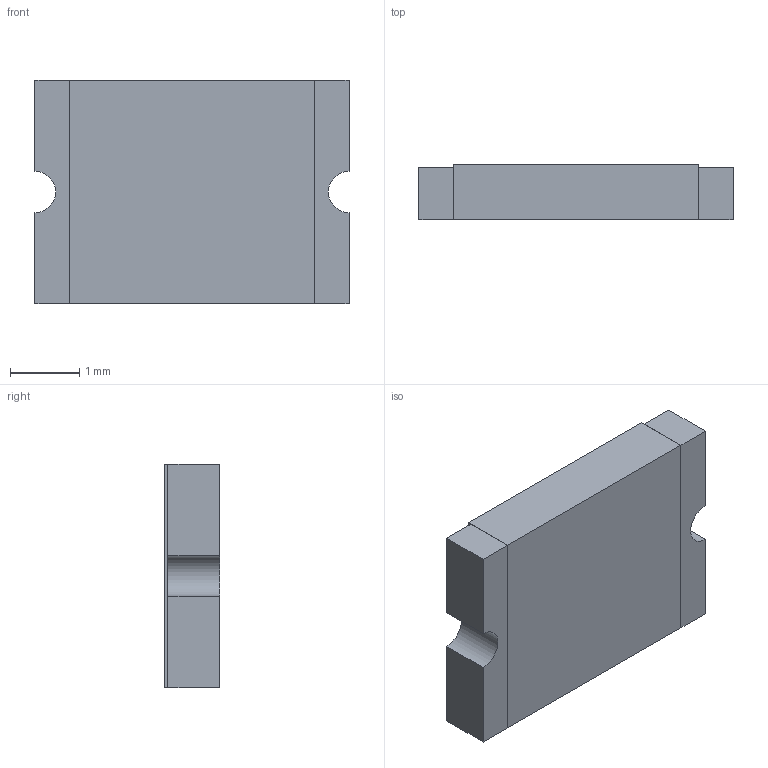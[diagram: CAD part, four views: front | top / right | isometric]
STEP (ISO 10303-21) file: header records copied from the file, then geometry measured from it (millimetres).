
FILE_DESCRIPTION(/* description */ (''),/* implementation_level */ '2;1');
FILE_NAME(/* name */ 'mSMD-150.step',/* time_stamp */ '2021-03-20T20:09:46-06:00',/* author */ (''),/* organization */ (''),/* preprocessor_version */ 'ST-DEVELOPER v18.1',/* originating_system */ 'Autodesk Translation Framework v9.10.0.1330',/* authorisation */ '');
FILE_SCHEMA (('AUTOMOTIVE_DESIGN { 1 0 10303 214 3 1 1 }'));
Length unit declared in the file: millimetre
Products named in the file (1): FUSE
Bounding box: 4.55 x 0.8 x 3.24 mm (x, y, z)
Volume: 11.4 mm3; surface area: 51.9 mm2
Topology: 3 solids, 3 shells, 77 faces, 201 edges, 134 vertices
Faces by surface type: bspline 39, plane 36, cylinder 2
Entity records: 2764 total; most frequent: CARTESIAN_POINT 1076, ORIENTED_EDGE 402, DIRECTION 205, EDGE_CURVE 201, VERTEX_POINT 134, LINE 119, VECTOR 119, EDGE_LOOP 81
